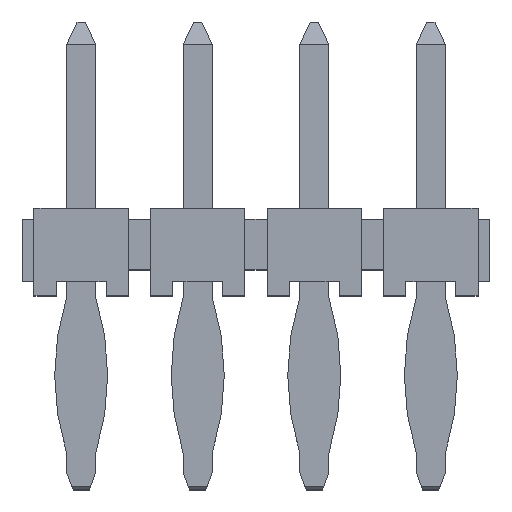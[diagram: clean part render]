
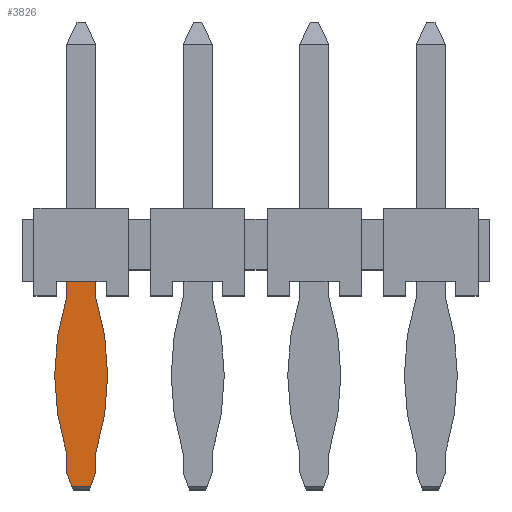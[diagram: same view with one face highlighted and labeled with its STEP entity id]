
A CAD part, top view. The second image highlights one B-rep face of the part: STEP entity #3826.
In plain terms, the highlighted planar face has unit normal (0, 0, 1).
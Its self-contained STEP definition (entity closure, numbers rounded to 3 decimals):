
#26=CIRCLE('',#4029,4.459);
#27=CIRCLE('',#4030,4.459);
#414=VERTEX_POINT('',#5555);
#415=VERTEX_POINT('',#5557);
#420=VERTEX_POINT('',#5570);
#421=VERTEX_POINT('',#5571);
#422=VERTEX_POINT('',#5573);
#423=VERTEX_POINT('',#5575);
#424=VERTEX_POINT('',#5577);
#425=VERTEX_POINT('',#5579);
#426=VERTEX_POINT('',#5581);
#427=VERTEX_POINT('',#5584);
#878=VECTOR('',#4563,1.);
#884=VECTOR('',#4573,1.);
#885=VECTOR('',#4574,1.);
#886=VECTOR('',#4575,1.);
#887=VECTOR('',#4578,1.);
#888=VECTOR('',#4579,1.);
#889=VECTOR('',#4580,1.);
#890=VECTOR('',#4581,1.);
#1410=LINE('',#5556,#878);
#1416=LINE('',#5572,#884);
#1417=LINE('',#5574,#885);
#1418=LINE('',#5576,#886);
#1419=LINE('',#5580,#887);
#1420=LINE('',#5582,#888);
#1421=LINE('',#5583,#889);
#1422=LINE('',#5585,#890);
#1942=EDGE_CURVE('',#414,#415,#1410,.T.);
#1948=EDGE_CURVE('',#420,#421,#26,.F.);
#1949=EDGE_CURVE('',#421,#422,#1416,.T.);
#1950=EDGE_CURVE('',#422,#423,#1417,.T.);
#1951=EDGE_CURVE('',#423,#424,#1418,.T.);
#1952=EDGE_CURVE('',#424,#425,#27,.F.);
#1953=EDGE_CURVE('',#425,#426,#1419,.T.);
#1954=EDGE_CURVE('',#426,#415,#1420,.T.);
#1955=EDGE_CURVE('',#414,#427,#1421,.T.);
#1956=EDGE_CURVE('',#427,#420,#1422,.T.);
#2808=ORIENTED_EDGE('',*,*,#1948,.T.);
#2809=ORIENTED_EDGE('',*,*,#1949,.T.);
#2810=ORIENTED_EDGE('',*,*,#1950,.T.);
#2811=ORIENTED_EDGE('',*,*,#1951,.T.);
#2812=ORIENTED_EDGE('',*,*,#1952,.T.);
#2813=ORIENTED_EDGE('',*,*,#1953,.T.);
#2814=ORIENTED_EDGE('',*,*,#1954,.T.);
#2815=ORIENTED_EDGE('',*,*,#1942,.F.);
#2816=ORIENTED_EDGE('',*,*,#1955,.T.);
#2817=ORIENTED_EDGE('',*,*,#1956,.T.);
#3400=EDGE_LOOP('',(#2808,#2809,#2810,#2811,#2812,#2813,#2814,#2815,#2816,
#2817));
#3620=FACE_BOUND('',#3400,.T.);
#3826=ADVANCED_FACE('',(#3620),#6146,.F.);
#4028=AXIS2_PLACEMENT_3D('',#5568,#4570,$);
#4029=AXIS2_PLACEMENT_3D('',#5569,#4571,#4572);
#4030=AXIS2_PLACEMENT_3D('',#5578,#4576,#4577);
#4563=DIRECTION('',(-1.,0.,0.));
#4570=DIRECTION('',(0.,0.,-1.));
#4571=DIRECTION('',(0.,0.,-1.));
#4572=DIRECTION('',(-4.459,0.,0.));
#4573=DIRECTION('',(0.,1.,0.));
#4574=DIRECTION('',(-1.,0.,0.));
#4575=DIRECTION('',(0.,-1.,0.));
#4576=DIRECTION('',(0.,0.,-1.));
#4577=DIRECTION('',(-4.459,0.,0.));
#4578=DIRECTION('',(0.,-1.,0.));
#4579=DIRECTION('',(0.341,-0.94,0.));
#4580=DIRECTION('',(0.341,0.94,0.));
#4581=DIRECTION('',(0.,1.,0.));
#5555=CARTESIAN_POINT('',(-2.838,0.06,0.25));
#5556=CARTESIAN_POINT('',(4.,0.06,0.25));
#5557=CARTESIAN_POINT('',(-3.162,0.06,0.25));
#5568=CARTESIAN_POINT('',(4.,3.93,0.25));
#5569=CARTESIAN_POINT('',(-7.004,1.969,0.25));
#5570=CARTESIAN_POINT('',(-2.75,0.632,0.25));
#5571=CARTESIAN_POINT('',(-2.75,3.305,0.25));
#5572=CARTESIAN_POINT('',(-2.75,3.93,0.25));
#5573=CARTESIAN_POINT('',(-2.75,3.93,0.25));
#5574=CARTESIAN_POINT('',(4.,3.93,0.25));
#5575=CARTESIAN_POINT('',(-3.25,3.93,0.25));
#5576=CARTESIAN_POINT('',(-3.25,3.93,0.25));
#5577=CARTESIAN_POINT('',(-3.25,3.305,0.25));
#5578=CARTESIAN_POINT('',(1.004,1.969,0.25));
#5579=CARTESIAN_POINT('',(-3.25,0.632,0.25));
#5580=CARTESIAN_POINT('',(-3.25,3.93,0.25));
#5581=CARTESIAN_POINT('',(-3.25,0.304,0.25));
#5582=CARTESIAN_POINT('',(-3.57,1.187,0.25));
#5583=CARTESIAN_POINT('',(-0.805,5.671,0.25));
#5584=CARTESIAN_POINT('',(-2.75,0.304,0.25));
#5585=CARTESIAN_POINT('',(-2.75,3.93,0.25));
#6146=PLANE('',#4028);
